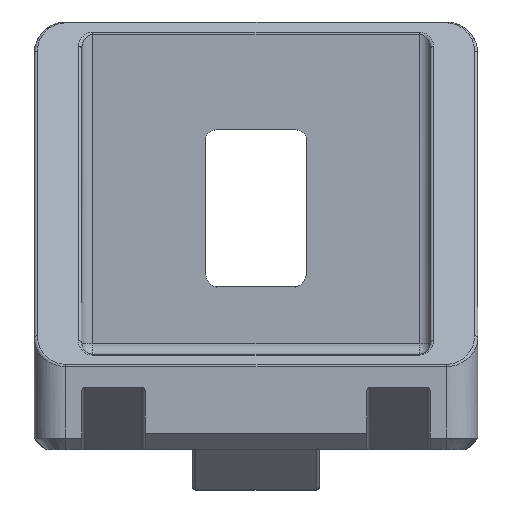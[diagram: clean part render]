
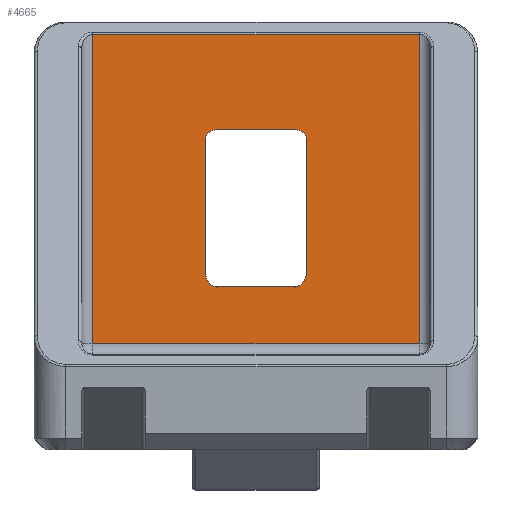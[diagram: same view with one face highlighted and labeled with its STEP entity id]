
A CAD part, top view. The second image highlights one B-rep face of the part: STEP entity #4665.
In plain terms, the highlighted planar face has unit normal (0, 0, 1).
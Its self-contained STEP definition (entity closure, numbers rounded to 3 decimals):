
#3707=CARTESIAN_POINT('',(3.2,11.295,6.));
#3708=VERTEX_POINT('',#3707);
#3709=CARTESIAN_POINT('',(3.2,19.5,6.));
#3710=VERTEX_POINT('',#3709);
#3711=CARTESIAN_POINT('',(3.2,11.295,6.));
#3712=DIRECTION('',(0.0,1.0,0.0));
#3713=VECTOR('',#3712,8.205);
#3714=LINE('',#3711,#3713);
#3715=EDGE_CURVE('',#3708,#3710,#3714,.T.);
#3739=CARTESIAN_POINT('',(-3.2,19.5,6.));
#3740=VERTEX_POINT('',#3739);
#3747=CARTESIAN_POINT('',(-3.2,11.295,6.));
#3748=VERTEX_POINT('',#3747);
#3749=CARTESIAN_POINT('',(-3.2,19.5,6.));
#3750=DIRECTION('',(0.0,-1.0,0.0));
#3751=VECTOR('',#3750,8.205);
#3752=LINE('',#3749,#3751);
#3753=EDGE_CURVE('',#3740,#3748,#3752,.T.);
#4560=CARTESIAN_POINT('',(-42.709,26.3,6.));
#4561=DIRECTION('',(0.0,0.0,-1.0));
#4562=DIRECTION('',(-1.0,0.0,0.0));
#4563=AXIS2_PLACEMENT_3D('',#4560,#4561,#4562);
#4564=PLANE('',#4563);
#4565=CARTESIAN_POINT('',(10.3,6.7,6.));
#4566=VERTEX_POINT('',#4565);
#4567=CARTESIAN_POINT('',(10.3,26.217,6.));
#4568=VERTEX_POINT('',#4567);
#4569=CARTESIAN_POINT('',(10.3,6.7,6.));
#4570=DIRECTION('',(0.0,1.0,0.0));
#4571=VECTOR('',#4570,19.517);
#4572=LINE('',#4569,#4571);
#4573=EDGE_CURVE('',#4566,#4568,#4572,.T.);
#4574=ORIENTED_EDGE('',*,*,#4573,.T.);
#4575=CARTESIAN_POINT('',(-10.3,26.217,6.));
#4576=VERTEX_POINT('',#4575);
#4577=CARTESIAN_POINT('',(10.3,26.217,6.));
#4578=DIRECTION('',(-1.0,0.0,0.0));
#4579=VECTOR('',#4578,20.6);
#4580=LINE('',#4577,#4579);
#4581=EDGE_CURVE('',#4568,#4576,#4580,.T.);
#4582=ORIENTED_EDGE('',*,*,#4581,.T.);
#4583=CARTESIAN_POINT('',(-10.3,6.7,6.));
#4584=VERTEX_POINT('',#4583);
#4585=CARTESIAN_POINT('',(-10.3,26.217,6.));
#4586=DIRECTION('',(0.0,-1.0,0.0));
#4587=VECTOR('',#4586,19.517);
#4588=LINE('',#4585,#4587);
#4589=EDGE_CURVE('',#4576,#4584,#4588,.T.);
#4590=ORIENTED_EDGE('',*,*,#4589,.T.);
#4591=CARTESIAN_POINT('',(-10.3,6.7,6.));
#4592=DIRECTION('',(1.0,0.0,0.0));
#4593=VECTOR('',#4592,20.6);
#4594=LINE('',#4591,#4593);
#4595=EDGE_CURVE('',#4584,#4566,#4594,.T.);
#4596=ORIENTED_EDGE('',*,*,#4595,.T.);
#4597=EDGE_LOOP('',(#4574,#4582,#4590,#4596));
#4598=FACE_OUTER_BOUND('',#4597,.T.);
#4599=ORIENTED_EDGE('',*,*,#3753,.F.);
#4600=CARTESIAN_POINT('',(-2.5,20.2,6.));
#4601=VERTEX_POINT('',#4600);
#4602=CARTESIAN_POINT('',(-2.5,19.5,6.));
#4603=DIRECTION('',(0.0,0.0,-1.0));
#4604=DIRECTION('',(-1.0,0.0,0.0));
#4605=AXIS2_PLACEMENT_3D('',#4602,#4603,#4604);
#4606=CIRCLE('',#4605,0.7);
#4607=EDGE_CURVE('',#3740,#4601,#4606,.T.);
#4608=ORIENTED_EDGE('',*,*,#4607,.T.);
#4609=CARTESIAN_POINT('',(2.5,20.2,6.));
#4610=VERTEX_POINT('',#4609);
#4611=CARTESIAN_POINT('',(2.5,20.2,6.));
#4612=DIRECTION('',(-1.0,0.0,0.0));
#4613=VECTOR('',#4612,5.);
#4614=LINE('',#4611,#4613);
#4615=EDGE_CURVE('',#4610,#4601,#4614,.T.);
#4616=ORIENTED_EDGE('',*,*,#4615,.F.);
#4617=CARTESIAN_POINT('',(2.5,19.5,6.));
#4618=DIRECTION('',(0.0,0.0,-1.0));
#4619=DIRECTION('',(-1.0,0.0,0.0));
#4620=AXIS2_PLACEMENT_3D('',#4617,#4618,#4619);
#4621=CIRCLE('',#4620,0.7);
#4622=EDGE_CURVE('',#4610,#3710,#4621,.T.);
#4623=ORIENTED_EDGE('',*,*,#4622,.T.);
#4624=ORIENTED_EDGE('',*,*,#3715,.F.);
#4625=CARTESIAN_POINT('',(2.5,10.3,6.));
#4626=VERTEX_POINT('',#4625);
#4627=CARTESIAN_POINT('',(3.2,11.295,6.));
#4628=CARTESIAN_POINT('',(3.2,10.712,6.));
#4629=CARTESIAN_POINT('',(2.91,10.3,6.));
#4630=CARTESIAN_POINT('',(2.5,10.3,6.));
#4638=(BOUNDED_CURVE()B_SPLINE_CURVE(3,(#4627,#4628,#4629,#4630),.UNSPECIFIED.,.F.,.U.)B_SPLINE_CURVE_WITH_KNOTS((4,4),(1.571,3.142),.UNSPECIFIED.)CURVE()GEOMETRIC_REPRESENTATION_ITEM()RATIONAL_B_SPLINE_CURVE((1.0,0.805,0.805,1.0))REPRESENTATION_ITEM(''));
#4639=EDGE_CURVE('',#3708,#4626,#4638,.T.);
#4640=ORIENTED_EDGE('',*,*,#4639,.T.);
#4641=CARTESIAN_POINT('',(-2.5,10.3,6.));
#4642=VERTEX_POINT('',#4641);
#4643=CARTESIAN_POINT('',(-2.5,10.3,6.));
#4644=DIRECTION('',(1.0,0.0,0.0));
#4645=VECTOR('',#4644,5.);
#4646=LINE('',#4643,#4645);
#4647=EDGE_CURVE('',#4642,#4626,#4646,.T.);
#4648=ORIENTED_EDGE('',*,*,#4647,.F.);
#4649=CARTESIAN_POINT('',(-2.5,10.3,6.));
#4650=CARTESIAN_POINT('',(-2.91,10.3,6.));
#4651=CARTESIAN_POINT('',(-3.2,10.712,6.));
#4652=CARTESIAN_POINT('',(-3.2,11.295,6.));
#4660=(BOUNDED_CURVE()B_SPLINE_CURVE(3,(#4649,#4650,#4651,#4652),.UNSPECIFIED.,.F.,.U.)B_SPLINE_CURVE_WITH_KNOTS((4,4),(3.142,4.712),.UNSPECIFIED.)CURVE()GEOMETRIC_REPRESENTATION_ITEM()RATIONAL_B_SPLINE_CURVE((1.0,0.805,0.805,1.0))REPRESENTATION_ITEM(''));
#4661=EDGE_CURVE('',#4642,#3748,#4660,.T.);
#4662=ORIENTED_EDGE('',*,*,#4661,.T.);
#4663=EDGE_LOOP('',(#4599,#4608,#4616,#4623,#4624,#4640,#4648,#4662));
#4664=FACE_BOUND('',#4663,.T.);
#4665=ADVANCED_FACE('',(#4598,#4664),#4564,.F.);
